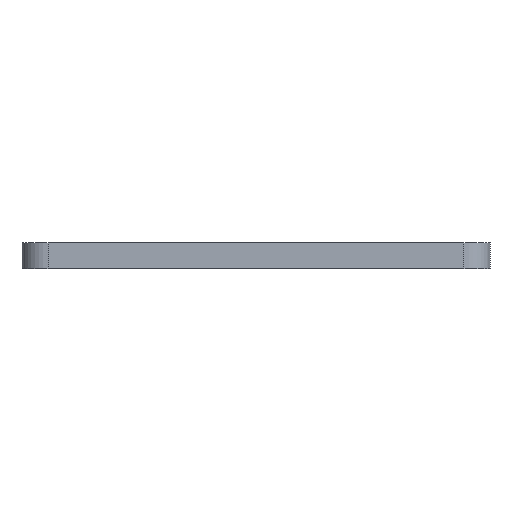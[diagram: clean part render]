
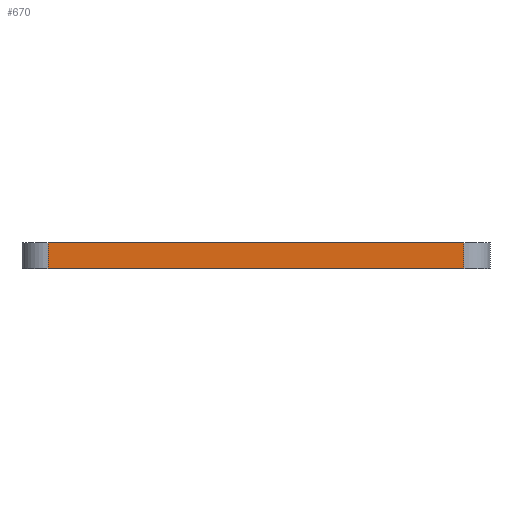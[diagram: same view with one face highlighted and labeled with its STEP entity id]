
A CAD part, front view. The second image highlights one B-rep face of the part: STEP entity #670.
In plain terms, the highlighted planar face has unit normal (0, -1, 0).
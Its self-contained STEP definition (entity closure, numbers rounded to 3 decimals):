
#1 = DIRECTION ( 'NONE',  ( 0., 0., -1. ) ) ;
#3 = CARTESIAN_POINT ( 'NONE',  ( -80., -70., 0. ) ) ;
#61 = CARTESIAN_POINT ( 'NONE',  ( 80., -70., 10. ) ) ;
#93 = VERTEX_POINT ( 'NONE', #668 ) ;
#111 = CARTESIAN_POINT ( 'NONE',  ( -80., -70., 0. ) ) ;
#187 = CARTESIAN_POINT ( 'NONE',  ( 80., -70., 0. ) ) ;
#190 = PLANE ( 'NONE',  #1224 ) ;
#280 = VECTOR ( 'NONE', #930, 1000. ) ;
#340 = ORIENTED_EDGE ( 'NONE', *, *, #909, .T. ) ;
#376 = DIRECTION ( 'NONE',  ( 0., 0., -1. ) ) ;
#394 = FACE_OUTER_BOUND ( 'NONE', #744, .T. ) ;
#423 = DIRECTION ( 'NONE',  ( 1., 0., 0. ) ) ;
#496 = CARTESIAN_POINT ( 'NONE',  ( -80., -70., 10. ) ) ;
#498 = LINE ( 'NONE', #506, #280 ) ;
#501 = ORIENTED_EDGE ( 'NONE', *, *, #779, .F. ) ;
#506 = CARTESIAN_POINT ( 'NONE',  ( -80., -70., 10. ) ) ;
#530 = LINE ( 'NONE', #3, #1142 ) ;
#544 = LINE ( 'NONE', #950, #925 ) ;
#550 = ORIENTED_EDGE ( 'NONE', *, *, #1324, .T. ) ;
#628 = CARTESIAN_POINT ( 'NONE',  ( -80., -70., 10. ) ) ;
#668 = CARTESIAN_POINT ( 'NONE',  ( 80., -70., 10. ) ) ;
#670 = ADVANCED_FACE ( 'NONE', ( #394 ), #190, .F. ) ;
#744 = EDGE_LOOP ( 'NONE', ( #550, #1350, #501, #340 ) ) ;
#779 = EDGE_CURVE ( 'NONE', #1190, #93, #498, .T. ) ;
#902 = VECTOR ( 'NONE', #376, 1000. ) ;
#909 = EDGE_CURVE ( 'NONE', #1190, #1218, #544, .T. ) ;
#925 = VECTOR ( 'NONE', #1, 1000. ) ;
#930 = DIRECTION ( 'NONE',  ( 1., 0., 0. ) ) ;
#950 = CARTESIAN_POINT ( 'NONE',  ( -80., -70., 10. ) ) ;
#1016 = LINE ( 'NONE', #61, #902 ) ;
#1128 = VERTEX_POINT ( 'NONE', #187 ) ;
#1142 = VECTOR ( 'NONE', #423, 1000. ) ;
#1156 = EDGE_CURVE ( 'NONE', #93, #1128, #1016, .T. ) ;
#1190 = VERTEX_POINT ( 'NONE', #496 ) ;
#1218 = VERTEX_POINT ( 'NONE', #111 ) ;
#1224 = AXIS2_PLACEMENT_3D ( 'NONE', #628, #1330, #1323 ) ;
#1323 = DIRECTION ( 'NONE',  ( -1., 0., 0. ) ) ;
#1324 = EDGE_CURVE ( 'NONE', #1218, #1128, #530, .T. ) ;
#1330 = DIRECTION ( 'NONE',  ( 0., 1., 0. ) ) ;
#1350 = ORIENTED_EDGE ( 'NONE', *, *, #1156, .F. ) ;
